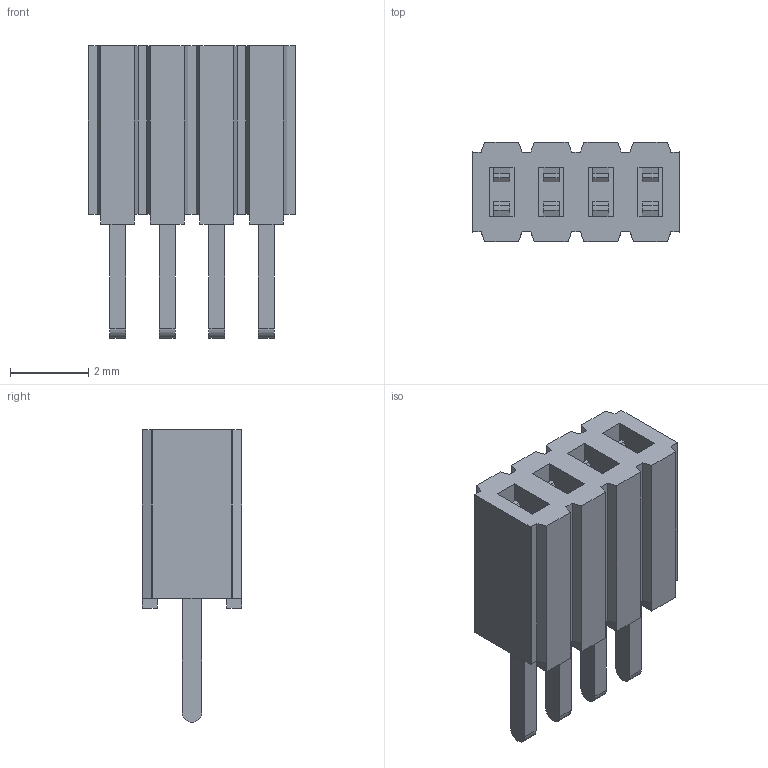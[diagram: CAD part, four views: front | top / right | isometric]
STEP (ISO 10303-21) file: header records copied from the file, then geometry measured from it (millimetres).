
FILE_DESCRIPTION(('FreeCAD Model'),'2;1');
FILE_NAME('Open CASCADE Shape Model','2025-01-06T12:14:59',(''),(''), 'Open CASCADE STEP processor 7.8','FreeCAD','Unknown');
FILE_SCHEMA(('AUTOMOTIVE_DESIGN { 1 0 10303 214 1 1 1 1 }'));
Length unit declared in the file: millimetre
Products named in the file (2): C-29-01-04-S; SLM-104-01-S_socket
Bounding box: 5.31 x 2.54 x 7.49 mm (x, y, z)
Volume: 50.4 mm3; surface area: 238.9 mm2
Topology: 2 solids, 2 shells, 160 faces, 428 edges, 280 vertices
Faces by surface type: plane 156, cylinder 4
Entity records: 4912 total; most frequent: CARTESIAN_POINT 869, ORIENTED_EDGE 856, DIRECTION 758, EDGE_CURVE 428, LINE 420, VECTOR 420, VERTEX_POINT 280, AXIS2_PLACEMENT_3D 169
